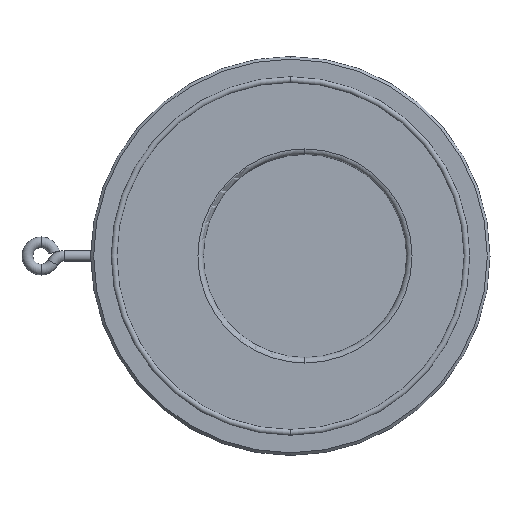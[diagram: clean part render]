
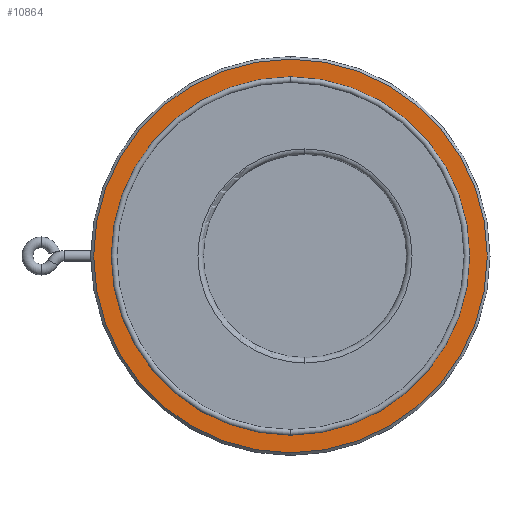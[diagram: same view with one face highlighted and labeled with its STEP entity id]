
A CAD part, left-side view. The second image highlights one B-rep face of the part: STEP entity #10864.
In plain terms, the highlighted planar face has unit normal (-1, 0, 0).
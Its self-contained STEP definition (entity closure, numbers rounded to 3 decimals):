
#3006 = ORIENTED_EDGE ( 'NONE', *, *, #8455, .T. ) ;
#3007 = ORIENTED_EDGE ( 'NONE', *, *, #8535, .T. ) ;
#3009 = ORIENTED_EDGE ( 'NONE', *, *, #8563, .F. ) ;
#3028 = ORIENTED_EDGE ( 'NONE', *, *, #8464, .F. ) ;
#3121 = CIRCLE ( 'NONE', #4347, 98.78 ) ;
#3127 = CIRCLE ( 'NONE', #4536, 108.5 ) ;
#3137 = CIRCLE ( 'NONE', #4835, 98.78 ) ;
#3139 = CIRCLE ( 'NONE', #4350, 108.5 ) ;
#4317 = PLANE ( 'NONE',  #6031 ) ;
#4319 = CARTESIAN_POINT ( 'NONE',  ( -10., 103.64, 0. ) ) ;
#4320 = DIRECTION ( 'NONE',  ( -1., 0., 0. ) ) ;
#4321 = DIRECTION ( 'NONE',  ( 0., 0., 1. ) ) ;
#4347 = AXIS2_PLACEMENT_3D ( 'NONE', #11638, #11640, #11642 ) ;
#4350 = AXIS2_PLACEMENT_3D ( 'NONE', #12630, #12632, #12634 ) ;
#4536 = AXIS2_PLACEMENT_3D ( 'NONE', #12248, #12250, #12252 ) ;
#4672 = CARTESIAN_POINT ( 'NONE',  ( -10., 0., -108.5 ) ) ;
#4679 = CARTESIAN_POINT ( 'NONE',  ( -10., 0., 108.5 ) ) ;
#4680 = CARTESIAN_POINT ( 'NONE',  ( -10., 0., 98.78 ) ) ;
#4681 = CARTESIAN_POINT ( 'NONE',  ( -10., 0., -98.78 ) ) ;
#4835 = AXIS2_PLACEMENT_3D ( 'NONE', #12656, #12658, #12660 ) ;
#6031 = AXIS2_PLACEMENT_3D ( 'NONE', #4319, #4320, #4321 ) ;
#6237 = EDGE_LOOP ( 'NONE', ( #3009, #3028 ) ) ;
#7019 = VERTEX_POINT ( 'NONE', #4681 ) ;
#7020 = VERTEX_POINT ( 'NONE', #4680 ) ;
#7021 = VERTEX_POINT ( 'NONE', #4679 ) ;
#7028 = VERTEX_POINT ( 'NONE', #4672 ) ;
#7043 = EDGE_LOOP ( 'NONE', ( #3006, #3007 ) ) ;
#8455 = EDGE_CURVE ( 'NONE', #7028, #7021, #3139, .T. ) ;
#8464 = EDGE_CURVE ( 'NONE', #7020, #7019, #3137, .T. ) ;
#8535 = EDGE_CURVE ( 'NONE', #7021, #7028, #3127, .T. ) ;
#8563 = EDGE_CURVE ( 'NONE', #7019, #7020, #3121, .T. ) ;
#9070 = FACE_BOUND ( 'NONE', #6237, .T. ) ;
#9107 = FACE_OUTER_BOUND ( 'NONE', #7043, .T. ) ;
#10864 = ADVANCED_FACE ( 'NONE', ( #9107, #9070 ), #4317, .T. ) ;
#11638 = CARTESIAN_POINT ( 'NONE',  ( -10., 0., 0. ) ) ;
#11640 = DIRECTION ( 'NONE',  ( -1., 0., 0. ) ) ;
#11642 = DIRECTION ( 'NONE',  ( 0., 0., -1. ) ) ;
#12248 = CARTESIAN_POINT ( 'NONE',  ( -10., 0., 0. ) ) ;
#12250 = DIRECTION ( 'NONE',  ( -1., 0., 0. ) ) ;
#12252 = DIRECTION ( 'NONE',  ( 0., 0., -1. ) ) ;
#12630 = CARTESIAN_POINT ( 'NONE',  ( -10., 0., 0. ) ) ;
#12632 = DIRECTION ( 'NONE',  ( -1., 0., 0. ) ) ;
#12634 = DIRECTION ( 'NONE',  ( 0., 0., -1. ) ) ;
#12656 = CARTESIAN_POINT ( 'NONE',  ( -10., 0., 0. ) ) ;
#12658 = DIRECTION ( 'NONE',  ( -1., 0., 0. ) ) ;
#12660 = DIRECTION ( 'NONE',  ( 0., 0., -1. ) ) ;
